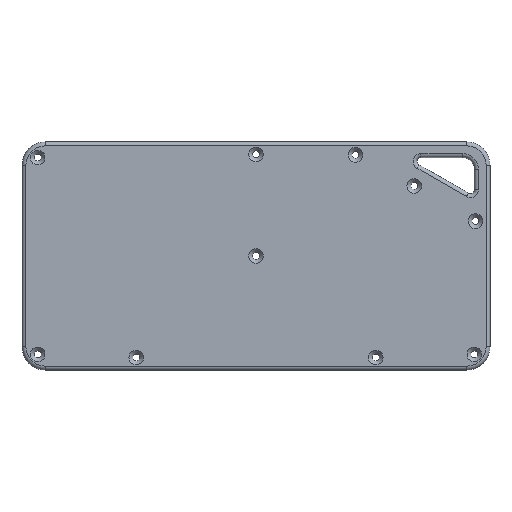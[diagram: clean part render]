
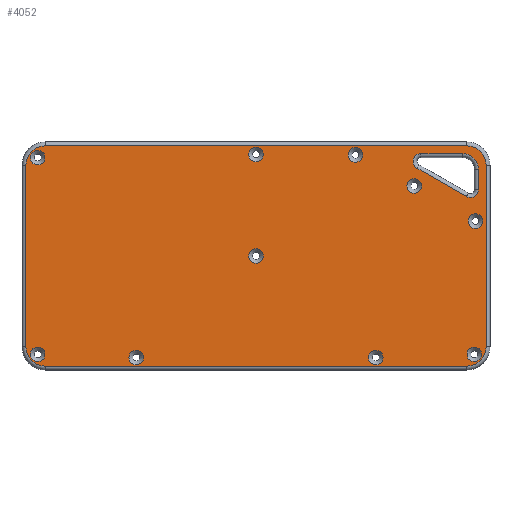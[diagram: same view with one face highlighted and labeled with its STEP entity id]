
A CAD part, front view. The second image highlights one B-rep face of the part: STEP entity #4052.
In plain terms, the highlighted planar face has unit normal (0, -1, 0).
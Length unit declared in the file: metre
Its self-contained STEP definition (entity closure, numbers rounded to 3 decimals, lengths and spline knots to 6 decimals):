
#257=LINE('',#6377,#569);
#258=LINE('',#6382,#570);
#259=LINE('',#6386,#571);
#260=LINE('',#6389,#572);
#261=LINE('',#6394,#573);
#262=LINE('',#6398,#574);
#263=LINE('',#6402,#575);
#569=VECTOR('',#4970,1.);
#570=VECTOR('',#4973,1.);
#571=VECTOR('',#4976,1.);
#572=VECTOR('',#4979,1.);
#573=VECTOR('',#4982,1.);
#574=VECTOR('',#4985,1.);
#575=VECTOR('',#4988,1.);
#917=ORIENTED_EDGE('',*,*,#2149,.F.);
#918=ORIENTED_EDGE('',*,*,#2150,.F.);
#919=ORIENTED_EDGE('',*,*,#2151,.F.);
#920=ORIENTED_EDGE('',*,*,#2152,.F.);
#921=ORIENTED_EDGE('',*,*,#2153,.F.);
#922=ORIENTED_EDGE('',*,*,#2154,.T.);
#923=ORIENTED_EDGE('',*,*,#2155,.T.);
#924=ORIENTED_EDGE('',*,*,#2156,.T.);
#925=ORIENTED_EDGE('',*,*,#2157,.T.);
#926=ORIENTED_EDGE('',*,*,#2158,.T.);
#927=ORIENTED_EDGE('',*,*,#2159,.T.);
#928=ORIENTED_EDGE('',*,*,#2160,.T.);
#929=ORIENTED_EDGE('',*,*,#2161,.T.);
#930=ORIENTED_EDGE('',*,*,#2162,.T.);
#931=ORIENTED_EDGE('',*,*,#2163,.T.);
#932=ORIENTED_EDGE('',*,*,#2164,.T.);
#933=ORIENTED_EDGE('',*,*,#2165,.T.);
#934=ORIENTED_EDGE('',*,*,#2166,.T.);
#935=ORIENTED_EDGE('',*,*,#2167,.T.);
#936=ORIENTED_EDGE('',*,*,#2168,.F.);
#937=ORIENTED_EDGE('',*,*,#2169,.F.);
#938=ORIENTED_EDGE('',*,*,#2170,.F.);
#939=ORIENTED_EDGE('',*,*,#2171,.F.);
#940=ORIENTED_EDGE('',*,*,#2172,.T.);
#2149=EDGE_CURVE('',#2765,#2765,#3128,.T.);
#2150=EDGE_CURVE('',#2766,#2766,#3129,.T.);
#2151=EDGE_CURVE('',#2767,#2767,#3130,.T.);
#2152=EDGE_CURVE('',#2768,#2768,#3131,.T.);
#2153=EDGE_CURVE('',#2769,#2769,#3132,.T.);
#2154=EDGE_CURVE('',#2770,#2771,#257,.F.);
#2155=EDGE_CURVE('',#2771,#2772,#3133,.T.);
#2156=EDGE_CURVE('',#2772,#2773,#258,.T.);
#2157=EDGE_CURVE('',#2773,#2774,#3134,.T.);
#2158=EDGE_CURVE('',#2774,#2775,#259,.T.);
#2159=EDGE_CURVE('',#2775,#2770,#3135,.T.);
#2160=EDGE_CURVE('',#2776,#2777,#260,.T.);
#2161=EDGE_CURVE('',#2777,#2778,#3136,.F.);
#2162=EDGE_CURVE('',#2778,#2779,#261,.T.);
#2163=EDGE_CURVE('',#2779,#2780,#3137,.F.);
#2164=EDGE_CURVE('',#2780,#2781,#262,.F.);
#2165=EDGE_CURVE('',#2781,#2782,#3138,.F.);
#2166=EDGE_CURVE('',#2782,#2783,#263,.F.);
#2167=EDGE_CURVE('',#2783,#2776,#3139,.F.);
#2168=EDGE_CURVE('',#2784,#2784,#3140,.T.);
#2169=EDGE_CURVE('',#2785,#2785,#3141,.T.);
#2170=EDGE_CURVE('',#2786,#2786,#3142,.T.);
#2171=EDGE_CURVE('',#2787,#2787,#3143,.T.);
#2172=EDGE_CURVE('',#2788,#2788,#3144,.T.);
#2765=VERTEX_POINT('',#6368);
#2766=VERTEX_POINT('',#6370);
#2767=VERTEX_POINT('',#6372);
#2768=VERTEX_POINT('',#6374);
#2769=VERTEX_POINT('',#6376);
#2770=VERTEX_POINT('',#6378);
#2771=VERTEX_POINT('',#6379);
#2772=VERTEX_POINT('',#6381);
#2773=VERTEX_POINT('',#6383);
#2774=VERTEX_POINT('',#6385);
#2775=VERTEX_POINT('',#6387);
#2776=VERTEX_POINT('',#6390);
#2777=VERTEX_POINT('',#6391);
#2778=VERTEX_POINT('',#6393);
#2779=VERTEX_POINT('',#6395);
#2780=VERTEX_POINT('',#6397);
#2781=VERTEX_POINT('',#6399);
#2782=VERTEX_POINT('',#6401);
#2783=VERTEX_POINT('',#6403);
#2784=VERTEX_POINT('',#6406);
#2785=VERTEX_POINT('',#6408);
#2786=VERTEX_POINT('',#6410);
#2787=VERTEX_POINT('',#6412);
#2788=VERTEX_POINT('',#6414);
#3128=CIRCLE('',#4356,0.00375);
#3129=CIRCLE('',#4357,0.00375);
#3130=CIRCLE('',#4358,0.00375);
#3131=CIRCLE('',#4359,0.00375);
#3132=CIRCLE('',#4360,0.00375);
#3133=CIRCLE('',#4361,0.008);
#3134=CIRCLE('',#4362,0.004);
#3135=CIRCLE('',#4363,0.004);
#3136=CIRCLE('',#4364,0.01);
#3137=CIRCLE('',#4365,0.01);
#3138=CIRCLE('',#4366,0.01);
#3139=CIRCLE('',#4367,0.01);
#3140=CIRCLE('',#4368,0.00375);
#3141=CIRCLE('',#4369,0.00375);
#3142=CIRCLE('',#4370,0.00375);
#3143=CIRCLE('',#4371,0.00375);
#3144=CIRCLE('',#4372,0.00375);
#3372=EDGE_LOOP('',(#917));
#3373=EDGE_LOOP('',(#918));
#3374=EDGE_LOOP('',(#919));
#3375=EDGE_LOOP('',(#920));
#3376=EDGE_LOOP('',(#921));
#3377=EDGE_LOOP('',(#922,#923,#924,#925,#926,#927));
#3378=EDGE_LOOP('',(#928,#929,#930,#931,#932,#933,#934,#935));
#3379=EDGE_LOOP('',(#936));
#3380=EDGE_LOOP('',(#937));
#3381=EDGE_LOOP('',(#938));
#3382=EDGE_LOOP('',(#939));
#3383=EDGE_LOOP('',(#940));
#3679=FACE_BOUND('',#3372,.T.);
#3680=FACE_BOUND('',#3373,.T.);
#3681=FACE_BOUND('',#3374,.T.);
#3682=FACE_BOUND('',#3375,.T.);
#3683=FACE_BOUND('',#3376,.T.);
#3684=FACE_BOUND('',#3377,.T.);
#3685=FACE_BOUND('',#3378,.T.);
#3686=FACE_BOUND('',#3379,.T.);
#3687=FACE_BOUND('',#3380,.T.);
#3688=FACE_BOUND('',#3381,.T.);
#3689=FACE_BOUND('',#3382,.T.);
#3690=FACE_BOUND('',#3383,.T.);
#3975=PLANE('',#4355);
#4052=ADVANCED_FACE('',(#3679,#3680,#3681,#3682,#3683,#3684,#3685,#3686,
#3687,#3688,#3689,#3690),#3975,.F.);
#4355=AXIS2_PLACEMENT_3D('',#6366,#4958,#4959);
#4356=AXIS2_PLACEMENT_3D('',#6367,#4960,#4961);
#4357=AXIS2_PLACEMENT_3D('',#6369,#4962,#4963);
#4358=AXIS2_PLACEMENT_3D('',#6371,#4964,#4965);
#4359=AXIS2_PLACEMENT_3D('',#6373,#4966,#4967);
#4360=AXIS2_PLACEMENT_3D('',#6375,#4968,#4969);
#4361=AXIS2_PLACEMENT_3D('',#6380,#4971,#4972);
#4362=AXIS2_PLACEMENT_3D('',#6384,#4974,#4975);
#4363=AXIS2_PLACEMENT_3D('',#6388,#4977,#4978);
#4364=AXIS2_PLACEMENT_3D('',#6392,#4980,#4981);
#4365=AXIS2_PLACEMENT_3D('',#6396,#4983,#4984);
#4366=AXIS2_PLACEMENT_3D('',#6400,#4986,#4987);
#4367=AXIS2_PLACEMENT_3D('',#6404,#4989,#4990);
#4368=AXIS2_PLACEMENT_3D('',#6405,#4991,#4992);
#4369=AXIS2_PLACEMENT_3D('',#6407,#4993,#4994);
#4370=AXIS2_PLACEMENT_3D('',#6409,#4995,#4996);
#4371=AXIS2_PLACEMENT_3D('',#6411,#4997,#4998);
#4372=AXIS2_PLACEMENT_3D('',#6413,#4999,#5000);
#4958=DIRECTION('',(0.,1.,0.));
#4959=DIRECTION('',(1.,0.,0.));
#4960=DIRECTION('',(0.,-1.,0.));
#4961=DIRECTION('',(-1.,0.,0.));
#4962=DIRECTION('',(0.,-1.,0.));
#4963=DIRECTION('',(-1.,0.,0.));
#4964=DIRECTION('',(0.,-1.,0.));
#4965=DIRECTION('',(-1.,0.,0.));
#4966=DIRECTION('',(0.,-1.,0.));
#4967=DIRECTION('',(-1.,0.,0.));
#4968=DIRECTION('',(0.,-1.,0.));
#4969=DIRECTION('',(-1.,0.,0.));
#4970=DIRECTION('',(-1.,0.,0.));
#4971=DIRECTION('',(0.,1.,0.));
#4972=DIRECTION('',(1.,0.,0.));
#4973=DIRECTION('',(0.,0.,-1.));
#4974=DIRECTION('',(0.,1.,0.));
#4975=DIRECTION('',(1.,0.,0.));
#4976=DIRECTION('',(-0.868,0.,0.496));
#4977=DIRECTION('',(0.,1.,0.));
#4978=DIRECTION('',(1.,0.,0.));
#4979=DIRECTION('',(1.,0.,0.));
#4980=DIRECTION('',(0.,1.,0.));
#4981=DIRECTION('',(1.,0.,0.));
#4982=DIRECTION('',(0.,0.,1.));
#4983=DIRECTION('',(0.,1.,0.));
#4984=DIRECTION('',(1.,0.,0.));
#4985=DIRECTION('',(1.,0.,0.));
#4986=DIRECTION('',(0.,1.,0.));
#4987=DIRECTION('',(1.,0.,0.));
#4988=DIRECTION('',(0.,0.,1.));
#4989=DIRECTION('',(0.,1.,0.));
#4990=DIRECTION('',(1.,0.,0.));
#4991=DIRECTION('',(0.,-1.,0.));
#4992=DIRECTION('',(-1.,0.,0.));
#4993=DIRECTION('',(0.,-1.,0.));
#4994=DIRECTION('',(-1.,0.,0.));
#4995=DIRECTION('',(0.,-1.,0.));
#4996=DIRECTION('',(-1.,0.,0.));
#4997=DIRECTION('',(0.,-1.,0.));
#4998=DIRECTION('',(-1.,0.,0.));
#4999=DIRECTION('',(0.,1.,0.));
#5000=DIRECTION('',(-1.,0.,0.));
#6366=CARTESIAN_POINT('',(0.,-0.012,0.));
#6367=CARTESIAN_POINT('',(-0.11196,-0.012,0.05046));
#6368=CARTESIAN_POINT('',(-0.11571,-0.012,0.05046));
#6369=CARTESIAN_POINT('',(0.050985,-0.012,0.051869));
#6370=CARTESIAN_POINT('',(0.047235,-0.012,0.051869));
#6371=CARTESIAN_POINT('',(0.081153,-0.012,0.035942));
#6372=CARTESIAN_POINT('',(0.077403,-0.012,0.035942));
#6373=CARTESIAN_POINT('',(0.112516,-0.012,0.017881));
#6374=CARTESIAN_POINT('',(0.108766,-0.012,0.017881));
#6375=CARTESIAN_POINT('',(0.11196,-0.012,-0.05046));
#6376=CARTESIAN_POINT('',(0.10821,-0.012,-0.05046));
#6377=CARTESIAN_POINT('',(0.106,-0.012,0.0525));
#6378=CARTESIAN_POINT('',(0.084531,-0.012,0.0525));
#6379=CARTESIAN_POINT('',(0.106,-0.012,0.0525));
#6380=CARTESIAN_POINT('',(0.106,-0.012,0.0445));
#6381=CARTESIAN_POINT('',(0.114,-0.012,0.0445));
#6382=CARTESIAN_POINT('',(0.114,-0.012,0.));
#6383=CARTESIAN_POINT('',(0.114,-0.012,0.033946));
#6384=CARTESIAN_POINT('',(0.11,-0.012,0.033946));
#6385=CARTESIAN_POINT('',(0.108015,-0.012,0.030473));
#6386=CARTESIAN_POINT('',(0.039715,-0.012,0.069502));
#6387=CARTESIAN_POINT('',(0.082547,-0.012,0.045027));
#6388=CARTESIAN_POINT('',(0.084531,-0.012,0.0485));
#6389=CARTESIAN_POINT('',(0.,-0.012,-0.0565));
#6390=CARTESIAN_POINT('',(-0.108,-0.012,-0.0565));
#6391=CARTESIAN_POINT('',(0.108,-0.012,-0.0565));
#6392=CARTESIAN_POINT('',(0.108,-0.012,-0.0465));
#6393=CARTESIAN_POINT('',(0.118,-0.012,-0.0465));
#6394=CARTESIAN_POINT('',(0.118,-0.012,0.));
#6395=CARTESIAN_POINT('',(0.118,-0.012,0.0465));
#6396=CARTESIAN_POINT('',(0.108,-0.012,0.0465));
#6397=CARTESIAN_POINT('',(0.108,-0.012,0.0565));
#6398=CARTESIAN_POINT('',(-0.108,-0.012,0.0565));
#6399=CARTESIAN_POINT('',(-0.108,-0.012,0.0565));
#6400=CARTESIAN_POINT('',(-0.108,-0.012,0.0465));
#6401=CARTESIAN_POINT('',(-0.118,-0.012,0.0465));
#6402=CARTESIAN_POINT('',(-0.118,-0.012,-0.0465));
#6403=CARTESIAN_POINT('',(-0.118,-0.012,-0.0465));
#6404=CARTESIAN_POINT('',(-0.108,-0.012,-0.0465));
#6405=CARTESIAN_POINT('',(0.,-0.012,0.0521));
#6406=CARTESIAN_POINT('',(-0.00375,-0.012,0.0521));
#6407=CARTESIAN_POINT('',(0.,-0.012,0.));
#6408=CARTESIAN_POINT('',(-0.00375,-0.012,0.));
#6409=CARTESIAN_POINT('',(-0.11196,-0.012,-0.05046));
#6410=CARTESIAN_POINT('',(-0.11571,-0.012,-0.05046));
#6411=CARTESIAN_POINT('',(-0.061399,-0.012,-0.0521));
#6412=CARTESIAN_POINT('',(-0.065149,-0.012,-0.0521));
#6413=CARTESIAN_POINT('',(0.061399,-0.012,-0.0521));
#6414=CARTESIAN_POINT('',(0.057649,-0.012,-0.0521));
